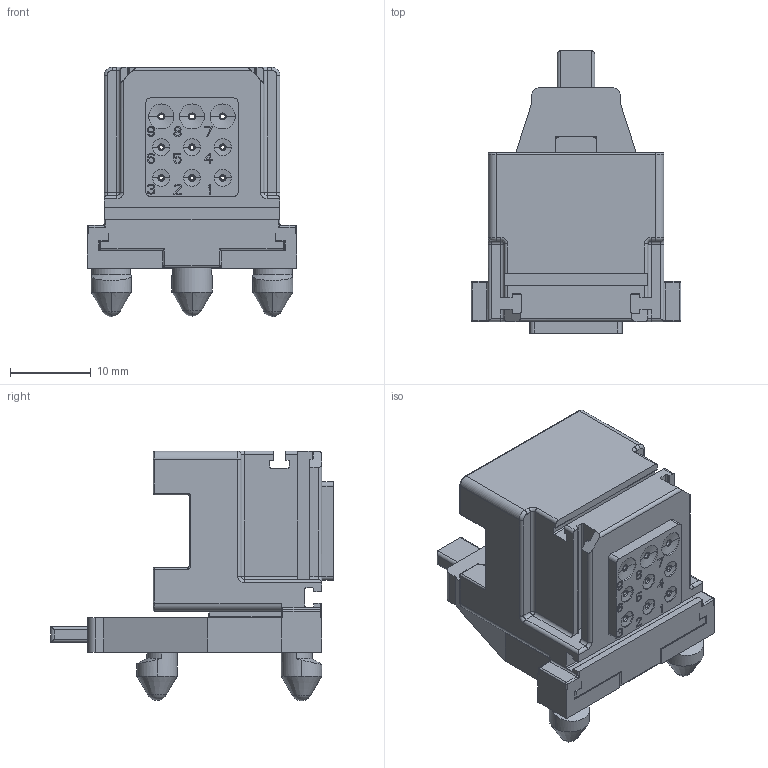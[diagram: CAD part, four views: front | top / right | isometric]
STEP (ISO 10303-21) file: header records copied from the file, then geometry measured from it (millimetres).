
FILE_DESCRIPTION((''),'2;1');
FILE_NAME('33578002523','2020-01-15T',('presta_be4'),(''),'CREO PARAMETRIC BY PTC INC, 2018360','CREO PARAMETRIC BY PTC INC, 2018360','');
FILE_SCHEMA(('CONFIG_CONTROL_DESIGN'));
Length unit declared in the file: millimetre
Products named in the file (1): 33578002523
Bounding box: 26 x 35.06 x 30.9 mm (x, y, z)
Volume: 8466.3 mm3; surface area: 6613.4 mm2
Topology: 3 solids, 3 shells, 1655 faces, 4015 edges, 2433 vertices
Faces by surface type: plane 715, cylinder 473, torus 234, cone 201, sphere 28, bspline 4
Entity records: 49466 total; most frequent: CARTESIAN_POINT 10077, DIRECTION 8597, ORIENTED_EDGE 8018, EDGE_CURVE 4009, AXIS2_PLACEMENT_3D 3158, VERTEX_POINT 2433, VECTOR 2281, LINE 2281
